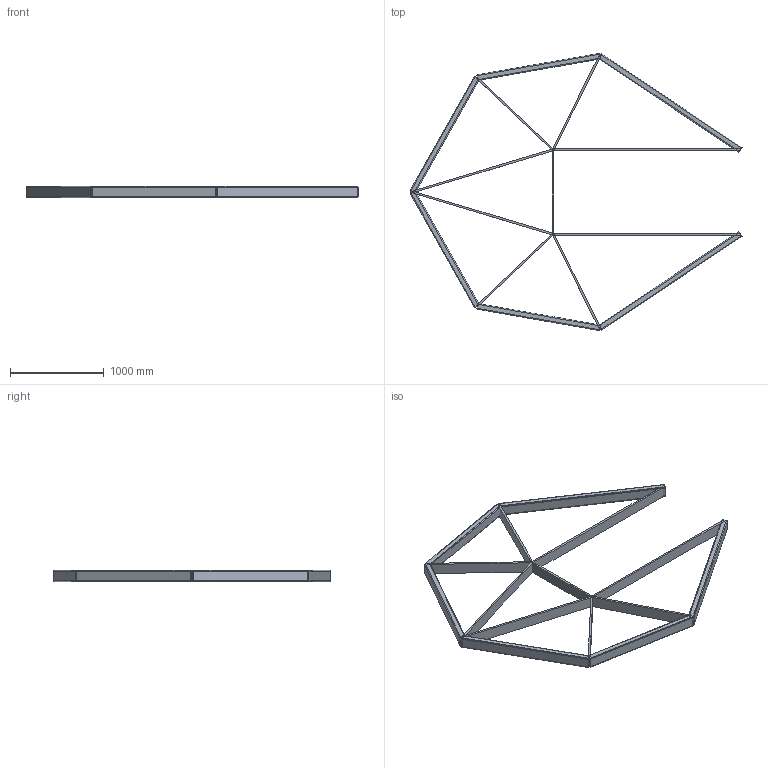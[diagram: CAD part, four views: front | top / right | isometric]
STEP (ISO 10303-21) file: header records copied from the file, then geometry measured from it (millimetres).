
FILE_DESCRIPTION(/* description */ (''),/* implementation_level */ '2;1');
FILE_NAME(/* name */ 'Treliça_tubo_barrachata.stp',/* time_stamp */ '2016-02-15T16:36:55-02:00',/* author */ ('WAK'),/* organization */ ('EngeMOVI'),/* preprocessor_version */ 'ST-DEVELOPER v15.6',/* originating_system */ 'Autodesk Inventor 2015',/* authorisation */ '');
FILE_SCHEMA (('AUTOMOTIVE_DESIGN { 1 0 10303 214 3 1 1 }'));
Length unit declared in the file: millimetre
Products named in the file (19): Esqueleto; Skeleton0001; ISO 120x60x6 00000034; ISO 120x60x6 00000035; ISO 120x60x6 00000036; ISO 120x60x6 00000037; ISO 120x60x6 00000038; ISO 120x60x6 00000039; ISO 120x 20 00000025; ISO 120x 20 00000026; ISO 120x 20 00000027; ISO 120x 20 00000028; ISO 120x 20 00000029; ISO 120x 20 00000030; ISO 120x 20 00000031; ISO 120x 20 00000032; ISO 120x 20 00000033; Frame0001; teste
Assembly tree (18 placements, depth 3):
  teste
    Esqueleto
    Frame0001
      Skeleton0001
      ISO 120x60x6 00000034
      ISO 120x60x6 00000035
      ISO 120x60x6 00000036
      ISO 120x60x6 00000037
      ISO 120x60x6 00000038
      ISO 120x60x6 00000039
      ISO 120x 20 00000025
      ISO 120x 20 00000026
      ISO 120x 20 00000027
      ISO 120x 20 00000028
      ISO 120x 20 00000029
      ISO 120x 20 00000030
      ISO 120x 20 00000031
      ISO 120x 20 00000032
      ISO 120x 20 00000033
Bounding box: 3542.76 x 2959.09 x 120 mm (x, y, z)
Volume: 47732428.6 mm3; surface area: 9475261.4 mm2
Topology: 15 solids, 15 shells, 162 faces, 411 edges, 294 vertices
Faces by surface type: plane 114, cylinder 48
Entity records: 5293 total; most frequent: DIRECTION 905, CARTESIAN_POINT 904, ORIENTED_EDGE 792, EDGE_CURVE 396, LINE 315, VECTOR 315, AXIS2_PLACEMENT_3D 295, VERTEX_POINT 264
